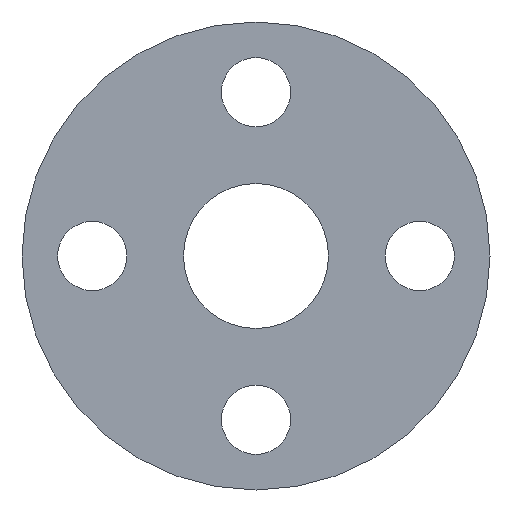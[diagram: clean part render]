
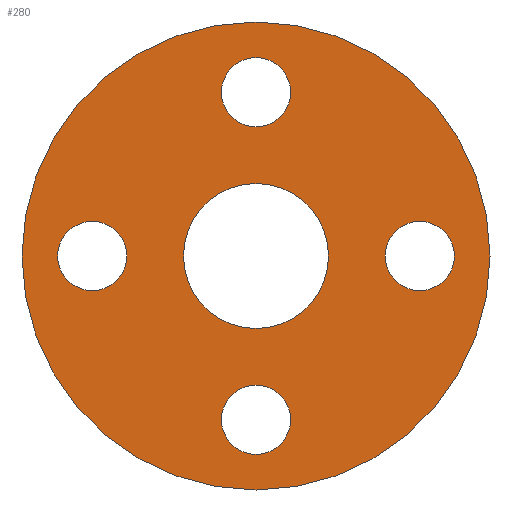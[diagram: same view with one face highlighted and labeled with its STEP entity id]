
A CAD part, front view. The second image highlights one B-rep face of the part: STEP entity #280.
In plain terms, the highlighted planar face has unit normal (0, -1, 0).
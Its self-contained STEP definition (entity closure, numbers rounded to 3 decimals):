
#6 = VERTEX_POINT ( 'NONE', #41 ) ;
#8 = EDGE_CURVE ( 'NONE', #100, #13, #157, .T. ) ;
#9 = CARTESIAN_POINT ( 'NONE',  ( -45., 142.35, 17. ) ) ;
#13 = VERTEX_POINT ( 'NONE', #74 ) ;
#28 = VERTEX_POINT ( 'NONE', #312 ) ;
#32 = CARTESIAN_POINT ( 'NONE',  ( -38., 142.35, 8.522 ) ) ;
#34 = CARTESIAN_POINT ( 'NONE',  ( -45., 142.35, 13.1 ) ) ;
#40 = EDGE_LOOP ( 'NONE', ( #82, #46 ) ) ;
#41 = CARTESIAN_POINT ( 'NONE',  ( -45., 142.35, 20. ) ) ;
#44 = DIRECTION ( 'NONE',  ( 0., 0., -1. ) ) ;
#46 = ORIENTED_EDGE ( 'NONE', *, *, #8, .T. ) ;
#48 = CARTESIAN_POINT ( 'NONE',  ( -45., 142.35, 6.9 ) ) ;
#50 = EDGE_CURVE ( 'NONE', #370, #291, #419, .T. ) ;
#51 = CIRCLE ( 'NONE', #432, 1.478 ) ;
#55 = EDGE_CURVE ( 'NONE', #13, #100, #173, .T. ) ;
#57 = EDGE_CURVE ( 'NONE', #500, #241, #97, .T. ) ;
#58 = EDGE_CURVE ( 'NONE', #261, #28, #313, .T. ) ;
#65 = EDGE_CURVE ( 'NONE', #344, #6, #266, .T. ) ;
#67 = CARTESIAN_POINT ( 'NONE',  ( -45., 142.35, 0. ) ) ;
#68 = EDGE_CURVE ( 'NONE', #462, #383, #258, .T. ) ;
#74 = CARTESIAN_POINT ( 'NONE',  ( -45., 142.35, 1.522 ) ) ;
#75 = AXIS2_PLACEMENT_3D ( 'NONE', #212, #177, #301 ) ;
#76 = DIRECTION ( 'NONE',  ( 0., 1., 0. ) ) ;
#78 = DIRECTION ( 'NONE',  ( -1., 0., 0. ) ) ;
#80 = DIRECTION ( 'NONE',  ( 0., 1., 0. ) ) ;
#82 = ORIENTED_EDGE ( 'NONE', *, *, #55, .T. ) ;
#85 = CARTESIAN_POINT ( 'NONE',  ( -38., 142.35, 10. ) ) ;
#97 = CIRCLE ( 'NONE', #341, 1.478 ) ;
#100 = VERTEX_POINT ( 'NONE', #142 ) ;
#102 = DIRECTION ( 'NONE',  ( 0., 0., 1. ) ) ;
#106 = DIRECTION ( 'NONE',  ( 0., 1., 0. ) ) ;
#113 = CARTESIAN_POINT ( 'NONE',  ( -45., 142.35, 10. ) ) ;
#117 = DIRECTION ( 'NONE',  ( 0., 1., 0. ) ) ;
#121 = DIRECTION ( 'NONE',  ( 1., 0., 0. ) ) ;
#125 = DIRECTION ( 'NONE',  ( 0., -1., 0. ) ) ;
#126 = AXIS2_PLACEMENT_3D ( 'NONE', #249, #359, #349 ) ;
#135 = FACE_BOUND ( 'NONE', #539, .T. ) ;
#141 = FACE_OUTER_BOUND ( 'NONE', #512, .T. ) ;
#142 = CARTESIAN_POINT ( 'NONE',  ( -45., 142.35, 4.478 ) ) ;
#156 = FACE_BOUND ( 'NONE', #40, .T. ) ;
#157 = CIRCLE ( 'NONE', #438, 1.478 ) ;
#160 = CARTESIAN_POINT ( 'NONE',  ( -45., 142.35, 15.522 ) ) ;
#169 = DIRECTION ( 'NONE',  ( 0., 0., 1. ) ) ;
#173 = CIRCLE ( 'NONE', #75, 1.478 ) ;
#175 = FACE_BOUND ( 'NONE', #219, .T. ) ;
#177 = DIRECTION ( 'NONE',  ( 0., 1., 0. ) ) ;
#179 = FACE_BOUND ( 'NONE', #499, .T. ) ;
#185 = CIRCLE ( 'NONE', #386, 1.478 ) ;
#193 = ORIENTED_EDGE ( 'NONE', *, *, #218, .T. ) ;
#203 = DIRECTION ( 'NONE',  ( 0., -1., 0. ) ) ;
#204 = CARTESIAN_POINT ( 'NONE',  ( -52., 142.35, 10. ) ) ;
#206 = DIRECTION ( 'NONE',  ( 0., -1., 0. ) ) ;
#207 = ORIENTED_EDGE ( 'NONE', *, *, #65, .T. ) ;
#212 = CARTESIAN_POINT ( 'NONE',  ( -45., 142.35, 3. ) ) ;
#216 = AXIS2_PLACEMENT_3D ( 'NONE', #85, #76, #44 ) ;
#218 = EDGE_CURVE ( 'NONE', #383, #462, #346, .T. ) ;
#219 = EDGE_LOOP ( 'NONE', ( #476, #247 ) ) ;
#233 = EDGE_CURVE ( 'NONE', #291, #370, #292, .T. ) ;
#241 = VERTEX_POINT ( 'NONE', #455 ) ;
#247 = ORIENTED_EDGE ( 'NONE', *, *, #278, .T. ) ;
#249 = CARTESIAN_POINT ( 'NONE',  ( -45., 142.35, 10. ) ) ;
#250 = CARTESIAN_POINT ( 'NONE',  ( -45., 142.35, 10. ) ) ;
#257 = EDGE_CURVE ( 'NONE', #6, #344, #321, .T. ) ;
#258 = CIRCLE ( 'NONE', #481, 3.1 ) ;
#259 = FACE_BOUND ( 'NONE', #494, .T. ) ;
#261 = VERTEX_POINT ( 'NONE', #160 ) ;
#266 = CIRCLE ( 'NONE', #126, 10. ) ;
#272 = CARTESIAN_POINT ( 'NONE',  ( -52., 142.35, 11.478 ) ) ;
#278 = EDGE_CURVE ( 'NONE', #28, #261, #185, .T. ) ;
#280 = ADVANCED_FACE ( 'NONE', ( #259, #156, #179, #175, #141, #135 ), #452, .T. ) ;
#283 = DIRECTION ( 'NONE',  ( 0., 0., 1. ) ) ;
#291 = VERTEX_POINT ( 'NONE', #368 ) ;
#292 = CIRCLE ( 'NONE', #489, 1.478 ) ;
#301 = DIRECTION ( 'NONE',  ( -1., 0., 0. ) ) ;
#302 = CARTESIAN_POINT ( 'NONE',  ( -52., 142.35, 10. ) ) ;
#312 = CARTESIAN_POINT ( 'NONE',  ( -45., 142.35, 18.478 ) ) ;
#313 = CIRCLE ( 'NONE', #530, 1.478 ) ;
#315 = EDGE_CURVE ( 'NONE', #241, #500, #51, .T. ) ;
#321 = CIRCLE ( 'NONE', #378, 10. ) ;
#341 = AXIS2_PLACEMENT_3D ( 'NONE', #302, #125, #416 ) ;
#344 = VERTEX_POINT ( 'NONE', #67 ) ;
#346 = CIRCLE ( 'NONE', #369, 3.1 ) ;
#349 = DIRECTION ( 'NONE',  ( 1., 0., 0. ) ) ;
#359 = DIRECTION ( 'NONE',  ( 0., -1., 0. ) ) ;
#362 = ORIENTED_EDGE ( 'NONE', *, *, #233, .T. ) ;
#368 = CARTESIAN_POINT ( 'NONE',  ( -38., 142.35, 11.478 ) ) ;
#369 = AXIS2_PLACEMENT_3D ( 'NONE', #113, #106, #102 ) ;
#370 = VERTEX_POINT ( 'NONE', #32 ) ;
#371 = ORIENTED_EDGE ( 'NONE', *, *, #50, .T. ) ;
#377 = DIRECTION ( 'NONE',  ( 0., 0., 1. ) ) ;
#378 = AXIS2_PLACEMENT_3D ( 'NONE', #250, #206, #121 ) ;
#383 = VERTEX_POINT ( 'NONE', #34 ) ;
#386 = AXIS2_PLACEMENT_3D ( 'NONE', #415, #406, #404 ) ;
#399 = DIRECTION ( 'NONE',  ( 0., 1., 0. ) ) ;
#400 = DIRECTION ( 'NONE',  ( 0., -1., 0. ) ) ;
#403 = ORIENTED_EDGE ( 'NONE', *, *, #68, .T. ) ;
#404 = DIRECTION ( 'NONE',  ( 1., 0., 0. ) ) ;
#406 = DIRECTION ( 'NONE',  ( 0., 1., 0. ) ) ;
#409 = ORIENTED_EDGE ( 'NONE', *, *, #57, .F. ) ;
#415 = CARTESIAN_POINT ( 'NONE',  ( -45., 142.35, 17. ) ) ;
#416 = DIRECTION ( 'NONE',  ( 0., 0., 1. ) ) ;
#419 = CIRCLE ( 'NONE', #216, 1.478 ) ;
#432 = AXIS2_PLACEMENT_3D ( 'NONE', #204, #203, #169 ) ;
#438 = AXIS2_PLACEMENT_3D ( 'NONE', #456, #80, #78 ) ;
#442 = ORIENTED_EDGE ( 'NONE', *, *, #257, .T. ) ;
#452 = PLANE ( 'NONE',  #483 ) ;
#455 = CARTESIAN_POINT ( 'NONE',  ( -52., 142.35, 8.522 ) ) ;
#456 = CARTESIAN_POINT ( 'NONE',  ( -45., 142.35, 3. ) ) ;
#462 = VERTEX_POINT ( 'NONE', #48 ) ;
#476 = ORIENTED_EDGE ( 'NONE', *, *, #58, .T. ) ;
#481 = AXIS2_PLACEMENT_3D ( 'NONE', #505, #399, #283 ) ;
#483 = AXIS2_PLACEMENT_3D ( 'NONE', #542, #400, #377 ) ;
#489 = AXIS2_PLACEMENT_3D ( 'NONE', #531, #117, #491 ) ;
#491 = DIRECTION ( 'NONE',  ( 0., 0., -1. ) ) ;
#494 = EDGE_LOOP ( 'NONE', ( #371, #362 ) ) ;
#499 = EDGE_LOOP ( 'NONE', ( #521, #409 ) ) ;
#500 = VERTEX_POINT ( 'NONE', #272 ) ;
#505 = CARTESIAN_POINT ( 'NONE',  ( -45., 142.35, 10. ) ) ;
#506 = DIRECTION ( 'NONE',  ( 1., 0., 0. ) ) ;
#512 = EDGE_LOOP ( 'NONE', ( #207, #442 ) ) ;
#521 = ORIENTED_EDGE ( 'NONE', *, *, #315, .F. ) ;
#522 = DIRECTION ( 'NONE',  ( 0., 1., 0. ) ) ;
#530 = AXIS2_PLACEMENT_3D ( 'NONE', #9, #522, #506 ) ;
#531 = CARTESIAN_POINT ( 'NONE',  ( -38., 142.35, 10. ) ) ;
#539 = EDGE_LOOP ( 'NONE', ( #403, #193 ) ) ;
#542 = CARTESIAN_POINT ( 'NONE',  ( -45., 142.35, 13.5 ) ) ;
